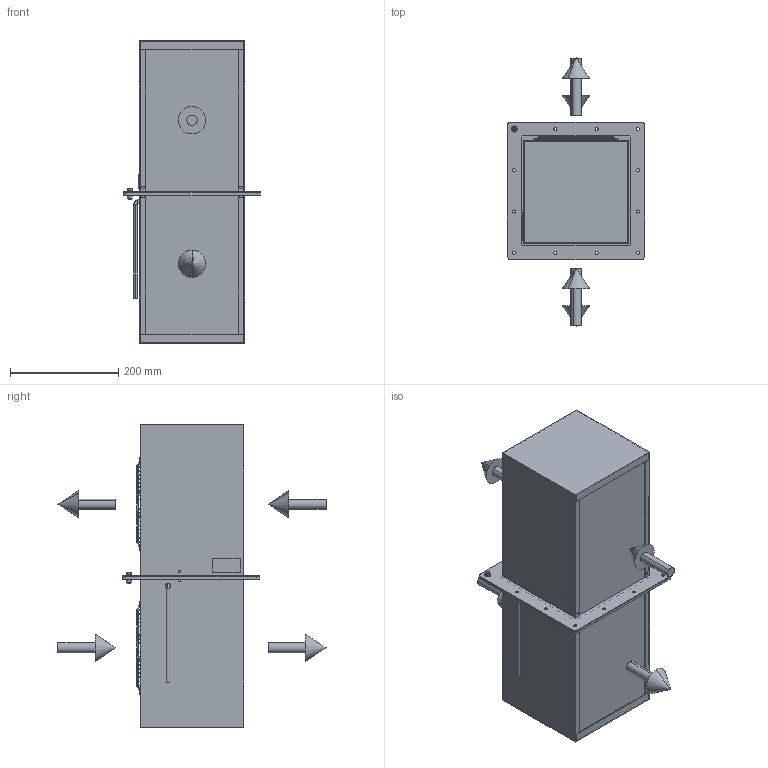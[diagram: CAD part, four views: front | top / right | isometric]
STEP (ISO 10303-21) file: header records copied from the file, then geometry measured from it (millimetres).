
FILE_DESCRIPTION (( 'STEP AP214' ), '1' );
FILE_NAME ('ACT-HPC-50 Assy Simplified for Website.STEP', '2017-04-25T14:03:17', ( '' ), ( '' ), 'SwSTEP 2.0', 'SolidWorks 2016', '' );
FILE_SCHEMA (( 'AUTOMOTIVE_DESIGN' ));
Length unit declared in the file: inch
Products named in the file (1): ACT-HPC-50 Assy Simplified for Website
Bounding box: 254 x 495.3 x 558.8 mm (x, y, z)
Surface area: 1098766 mm2 (no closed solid volume)
Topology: 0 solids, 55 shells, 394 faces, 1040 edges, 667 vertices
Faces by surface type: cylinder 150, torus 150, plane 81, cone 12, bspline 1
Entity records: 18558 total; most frequent: CARTESIAN_POINT 3277, DIRECTION 2445, ORIENTED_EDGE 1793, AXIS2_PLACEMENT_3D 1039, EDGE_CURVE 1032, VERTEX_POINT 667, CIRCLE 645, EDGE_LOOP 457
